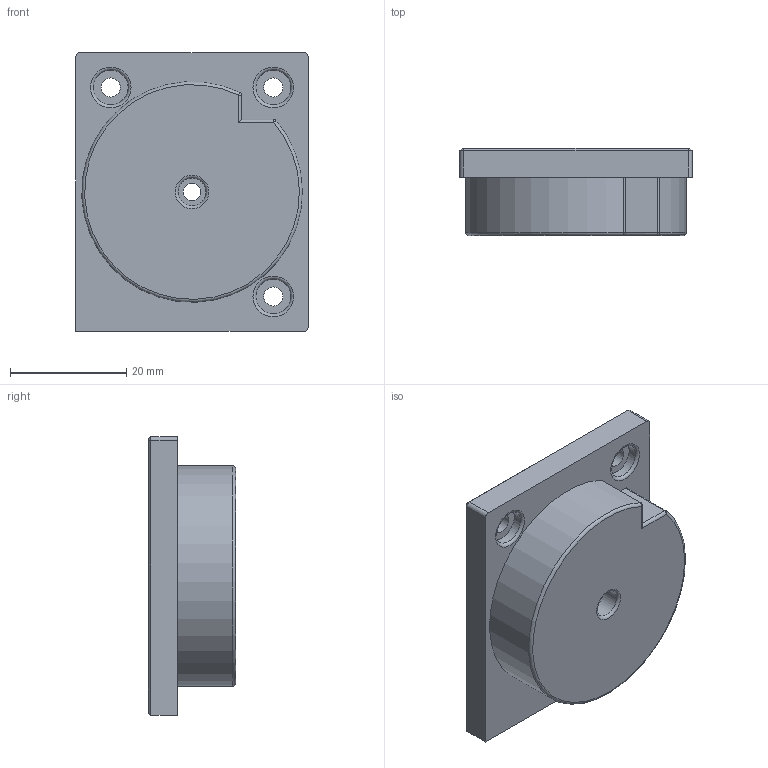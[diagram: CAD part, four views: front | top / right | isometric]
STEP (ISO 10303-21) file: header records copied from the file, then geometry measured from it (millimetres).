
FILE_DESCRIPTION(/* description */ (''),/* implementation_level */ '2;1');
FILE_NAME(/* name */ 'z_gearbox_bottom_x2.step',/* time_stamp */ '2026-02-03T16:29:43-05:00',/* author */ (''),/* organization */ (''),/* preprocessor_version */ 'ST-DEVELOPER v20.1',/* originating_system */ 'Autodesk Translation Framework v14.24.0.0',/* authorisation */ '');
FILE_SCHEMA (('AUTOMOTIVE_DESIGN { 1 0 10303 214 3 1 1 }'));
Length unit declared in the file: millimetre
Products named in the file (2): Z_Drive; z_gearbox_bottom_x2
Assembly tree (1 placements, depth 2):
  Z_Drive
    z_gearbox_bottom_x2
Bounding box: 40 x 15 x 48 mm (x, y, z)
Volume: 20366.6 mm3; surface area: 6150.6 mm2
Topology: 1 solids, 1 shells, 47 faces, 102 edges, 62 vertices
Faces by surface type: plane 17, cylinder 16, cone 7, torus 5, sphere 2
Full cylindrical faces by diameter (mm): 3 x1, 3.3 x3, 4.8 x1, 6 x3
Entity records: 1361 total; most frequent: DIRECTION 255, CARTESIAN_POINT 214, ORIENTED_EDGE 204, AXIS2_PLACEMENT_3D 103, EDGE_CURVE 102, VERTEX_POINT 62, EDGE_LOOP 60, CIRCLE 52
